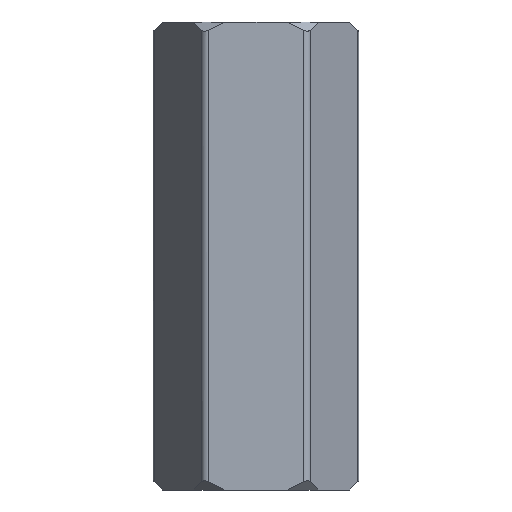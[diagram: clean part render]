
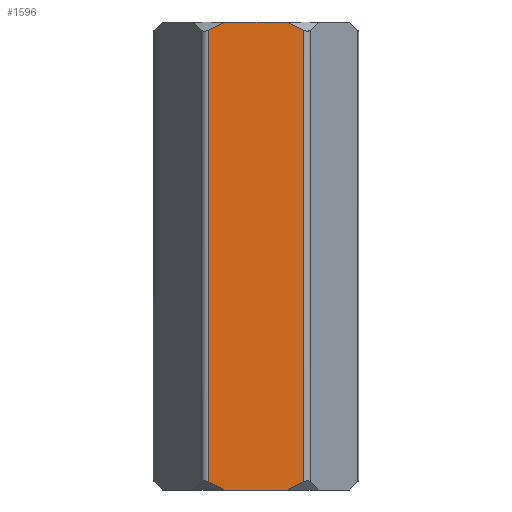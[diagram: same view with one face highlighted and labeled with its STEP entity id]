
A CAD part, front view. The second image highlights one B-rep face of the part: STEP entity #1596.
In plain terms, the highlighted planar face has unit normal (0, -1, 0).
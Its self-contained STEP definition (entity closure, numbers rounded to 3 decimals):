
#29=PLANE('',#1707);
#118=FACE_OUTER_BOUND('',#202,.T.);
#202=EDGE_LOOP('',(#1255,#1256,#1257,#1258,#1259,#1260,#1261,#1262));
#431=LINE('',#4024,#543);
#433=LINE('',#4030,#545);
#436=LINE('',#4036,#548);
#437=LINE('',#4038,#549);
#438=LINE('',#4040,#550);
#439=LINE('',#4042,#551);
#440=LINE('',#4044,#552);
#441=LINE('',#4045,#553);
#543=VECTOR('',#1965,10.);
#545=VECTOR('',#1971,10.);
#548=VECTOR('',#1976,10.);
#549=VECTOR('',#1977,10.);
#550=VECTOR('',#1978,10.);
#551=VECTOR('',#1979,10.);
#552=VECTOR('',#1980,10.);
#553=VECTOR('',#1981,10.);
#717=VERTEX_POINT('',#4021);
#718=VERTEX_POINT('',#4023);
#720=VERTEX_POINT('',#4029);
#722=VERTEX_POINT('',#4035);
#723=VERTEX_POINT('',#4037);
#724=VERTEX_POINT('',#4039);
#725=VERTEX_POINT('',#4041);
#726=VERTEX_POINT('',#4043);
#939=EDGE_CURVE('',#717,#718,#431,.T.);
#942=EDGE_CURVE('',#718,#720,#433,.T.);
#945=EDGE_CURVE('',#717,#722,#436,.T.);
#946=EDGE_CURVE('',#723,#722,#437,.T.);
#947=EDGE_CURVE('',#723,#724,#438,.T.);
#948=EDGE_CURVE('',#725,#724,#439,.T.);
#949=EDGE_CURVE('',#726,#725,#440,.T.);
#950=EDGE_CURVE('',#726,#720,#441,.T.);
#1255=ORIENTED_EDGE('',*,*,#939,.F.);
#1256=ORIENTED_EDGE('',*,*,#945,.T.);
#1257=ORIENTED_EDGE('',*,*,#946,.F.);
#1258=ORIENTED_EDGE('',*,*,#947,.T.);
#1259=ORIENTED_EDGE('',*,*,#948,.F.);
#1260=ORIENTED_EDGE('',*,*,#949,.F.);
#1261=ORIENTED_EDGE('',*,*,#950,.T.);
#1262=ORIENTED_EDGE('',*,*,#942,.F.);
#1596=ADVANCED_FACE('',(#118),#29,.T.);
#1707=AXIS2_PLACEMENT_3D('',#4034,#1974,#1975);
#1965=DIRECTION('',(0.,0.,-1.));
#1971=DIRECTION('',(-0.894,0.,-0.447));
#1974=DIRECTION('center_axis',(0.,-1.,0.));
#1975=DIRECTION('ref_axis',(1.,0.,0.));
#1976=DIRECTION('',(-0.894,0.,0.447));
#1977=DIRECTION('',(1.,0.,0.));
#1978=DIRECTION('',(-0.894,0.,-0.447));
#1979=DIRECTION('',(0.,0.,1.));
#1980=DIRECTION('',(-0.894,0.,0.447));
#1981=DIRECTION('',(1.,0.,0.));
#4021=CARTESIAN_POINT('',(1.328,-2.5,6.271));
#4023=CARTESIAN_POINT('',(1.328,-2.5,-6.271));
#4024=CARTESIAN_POINT('',(1.328,-2.5,0.));
#4029=CARTESIAN_POINT('',(0.87,-2.5,-6.5));
#4030=CARTESIAN_POINT('',(1.59,-2.5,-6.14));
#4034=CARTESIAN_POINT('Origin',(-1.443,-2.5,0.));
#4035=CARTESIAN_POINT('',(0.87,-2.5,6.5));
#4036=CARTESIAN_POINT('',(1.59,-2.5,6.14));
#4037=CARTESIAN_POINT('',(-0.87,-2.5,6.5));
#4038=CARTESIAN_POINT('',(-1.443,-2.5,6.5));
#4039=CARTESIAN_POINT('',(-1.328,-2.5,6.271));
#4040=CARTESIAN_POINT('',(-2.398,-2.5,5.736));
#4041=CARTESIAN_POINT('',(-1.328,-2.5,-6.271));
#4042=CARTESIAN_POINT('',(-1.328,-2.5,0.));
#4043=CARTESIAN_POINT('',(-0.87,-2.5,-6.5));
#4044=CARTESIAN_POINT('',(-2.398,-2.5,-5.736));
#4045=CARTESIAN_POINT('',(-1.443,-2.5,-6.5));
